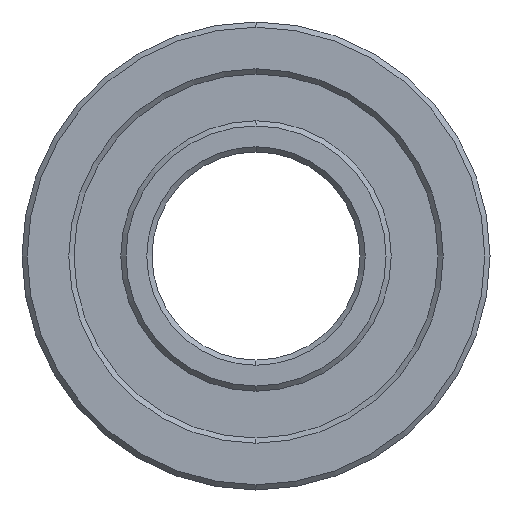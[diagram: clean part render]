
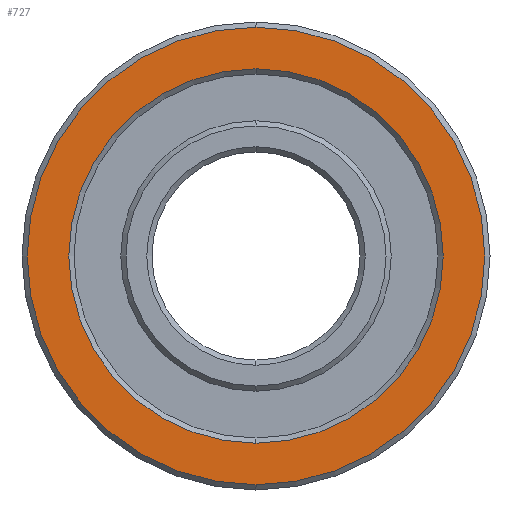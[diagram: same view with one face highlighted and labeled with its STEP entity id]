
A CAD part, left-side view. The second image highlights one B-rep face of the part: STEP entity #727.
In plain terms, the highlighted planar face has unit normal (-1, 0, 0).
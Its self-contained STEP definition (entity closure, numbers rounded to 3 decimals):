
#24 = ORIENTED_EDGE ( 'NONE', *, *, #516, .T. ) ;
#54 = AXIS2_PLACEMENT_3D ( 'NONE', #241, #349, #1022 ) ;
#63 = CARTESIAN_POINT ( 'NONE',  ( 0., 0., 0. ) ) ;
#119 = DIRECTION ( 'NONE',  ( 1., 0., 0. ) ) ;
#133 = PLANE ( 'NONE',  #54 ) ;
#142 = CARTESIAN_POINT ( 'NONE',  ( 0., 0., 8.8 ) ) ;
#155 = DIRECTION ( 'NONE',  ( -1., 0., 0. ) ) ;
#156 = EDGE_LOOP ( 'NONE', ( #24, #245 ) ) ;
#162 = DIRECTION ( 'NONE',  ( 0., 0., -1. ) ) ;
#163 = CARTESIAN_POINT ( 'NONE',  ( 0., 0., 0. ) ) ;
#196 = ORIENTED_EDGE ( 'NONE', *, *, #1037, .T. ) ;
#237 = AXIS2_PLACEMENT_3D ( 'NONE', #713, #119, #809 ) ;
#241 = CARTESIAN_POINT ( 'NONE',  ( 0., 9., 0. ) ) ;
#245 = ORIENTED_EDGE ( 'NONE', *, *, #1168, .T. ) ;
#273 = DIRECTION ( 'NONE',  ( 0., 0., -1. ) ) ;
#342 = CARTESIAN_POINT ( 'NONE',  ( 0., 0., -7.2 ) ) ;
#349 = DIRECTION ( 'NONE',  ( 1., 0., 0. ) ) ;
#516 = EDGE_CURVE ( 'NONE', #1183, #722, #1079, .T. ) ;
#598 = ORIENTED_EDGE ( 'NONE', *, *, #1156, .T. ) ;
#603 = CIRCLE ( 'NONE', #1106, 8.8 ) ;
#615 = EDGE_LOOP ( 'NONE', ( #598, #196 ) ) ;
#660 = CARTESIAN_POINT ( 'NONE',  ( 0., 0., 7.2 ) ) ;
#688 = VERTEX_POINT ( 'NONE', #919 ) ;
#713 = CARTESIAN_POINT ( 'NONE',  ( 0., 0., 0. ) ) ;
#722 = VERTEX_POINT ( 'NONE', #342 ) ;
#727 = ADVANCED_FACE ( 'NONE', ( #838, #1092 ), #133, .F. ) ;
#759 = CARTESIAN_POINT ( 'NONE',  ( 0., 0., 0. ) ) ;
#761 = DIRECTION ( 'NONE',  ( 1., 0., 0. ) ) ;
#807 = VERTEX_POINT ( 'NONE', #142 ) ;
#809 = DIRECTION ( 'NONE',  ( 0., 0., -1. ) ) ;
#838 = FACE_OUTER_BOUND ( 'NONE', #615, .T. ) ;
#850 = DIRECTION ( 'NONE',  ( 0., 0., -1. ) ) ;
#859 = DIRECTION ( 'NONE',  ( -1., 0., 0. ) ) ;
#919 = CARTESIAN_POINT ( 'NONE',  ( 0., 0., -8.8 ) ) ;
#973 = AXIS2_PLACEMENT_3D ( 'NONE', #63, #761, #162 ) ;
#991 = AXIS2_PLACEMENT_3D ( 'NONE', #759, #155, #850 ) ;
#1022 = DIRECTION ( 'NONE',  ( 0., 0., -1. ) ) ;
#1037 = EDGE_CURVE ( 'NONE', #807, #688, #603, .T. ) ;
#1079 = CIRCLE ( 'NONE', #237, 7.2 ) ;
#1092 = FACE_BOUND ( 'NONE', #156, .T. ) ;
#1106 = AXIS2_PLACEMENT_3D ( 'NONE', #163, #859, #273 ) ;
#1156 = EDGE_CURVE ( 'NONE', #688, #807, #1261, .T. ) ;
#1168 = EDGE_CURVE ( 'NONE', #722, #1183, #1224, .T. ) ;
#1183 = VERTEX_POINT ( 'NONE', #660 ) ;
#1224 = CIRCLE ( 'NONE', #973, 7.2 ) ;
#1261 = CIRCLE ( 'NONE', #991, 8.8 ) ;
